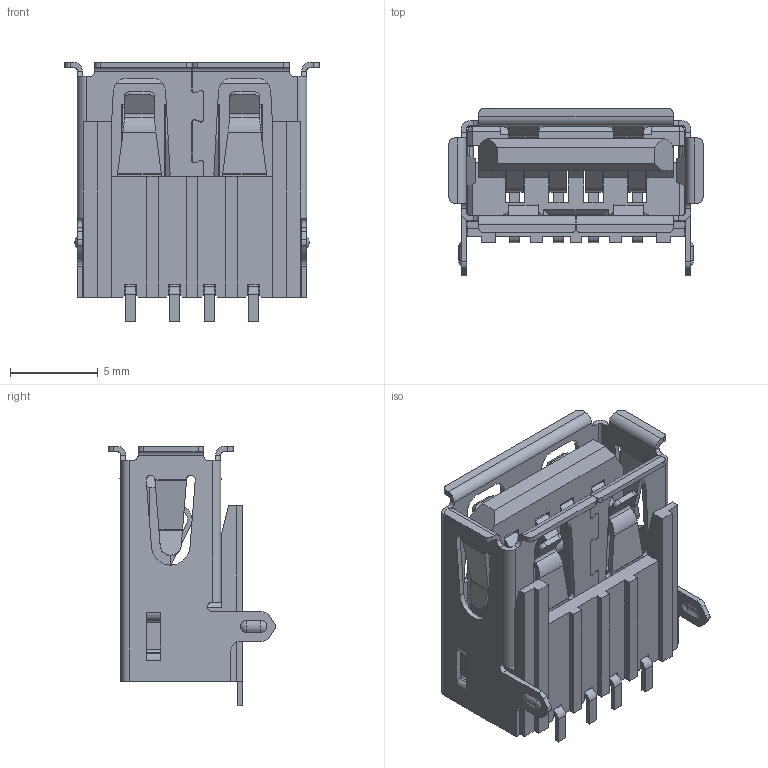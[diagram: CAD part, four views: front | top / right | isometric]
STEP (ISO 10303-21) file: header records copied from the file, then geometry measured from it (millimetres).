
FILE_DESCRIPTION(/* description */ ('STEP AP214'),/* implementation_level */ '2;1');
FILE_NAME(/* name */ 'USB1046-GF-0190-L-B-B',/* time_stamp */ '2023-11-22T23:06:17+01:00',/* author */ ('License CC BY-ND 4.0'),/* organization */ ('CADENAS'),/* preprocessor_version */ 'ST-DEVELOPER v19.3',/* originating_system */ 'PARTsolutions',/* authorisation */ ' ');
FILE_SCHEMA (('AUTOMOTIVE_DESIGN {1 0 10303 214 3 1 1}'));
Length unit declared in the file: millimetre
Products named in the file (4): USB1046-GF-0190-L-B-B; USB1046-GF-0190-L-B-B_PART3; USB1046-GF-0190-L-B-B_PART2; USB1046-GF-0190-L-B-B_PART1
Assembly tree (6 placements, depth 2):
  USB1046-GF-0190-L-B-B
    USB1046-GF-0190-L-B-B_PART3  x4
    USB1046-GF-0190-L-B-B_PART2
    USB1046-GF-0190-L-B-B_PART1
Bounding box: 14.5 x 9.55 x 14.8 mm (x, y, z)
Volume: 538.9 mm3; surface area: 1948.1 mm2
Topology: 6 solids, 6 shells, 895 faces, 2499 edges, 1602 vertices
Faces by surface type: plane 575, cylinder 278, bspline 32, sphere 8, cone 2
Entity records: 22671 total; most frequent: CARTESIAN_POINT 4894, ORIENTED_EDGE 3822, DIRECTION 3519, EDGE_CURVE 1911, LINE 1447, VECTOR 1447, VERTEX_POINT 1218, AXIS2_PLACEMENT_3D 1036
